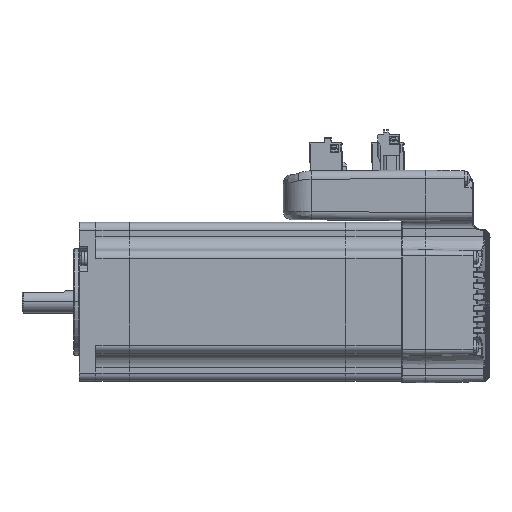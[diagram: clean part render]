
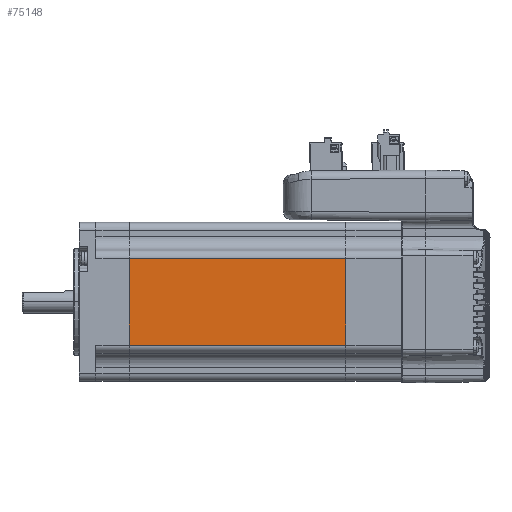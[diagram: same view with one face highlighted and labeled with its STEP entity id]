
A CAD part, left-side view. The second image highlights one B-rep face of the part: STEP entity #75148.
In plain terms, the highlighted planar face has unit normal (-1, 0, 0).
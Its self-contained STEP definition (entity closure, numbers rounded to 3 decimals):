
#953 = CARTESIAN_POINT ( 'NONE',  ( -28.5, 15.5, 60. ) ) ;
#4709 = VERTEX_POINT ( 'NONE', #100073 ) ;
#5767 = CARTESIAN_POINT ( 'NONE',  ( -28.5, -15.5, 60. ) ) ;
#16643 = VERTEX_POINT ( 'NONE', #50018 ) ;
#17916 = DIRECTION ( 'NONE',  ( 0., 0., 1. ) ) ;
#21998 = EDGE_CURVE ( 'NONE', #4709, #118236, #81744, .T. ) ;
#24116 = EDGE_CURVE ( 'NONE', #75151, #118236, #73953, .T. ) ;
#25446 = CARTESIAN_POINT ( 'NONE',  ( -28.5, 25.5, 77.62 ) ) ;
#30388 = LINE ( 'NONE', #94794, #149359 ) ;
#35351 = AXIS2_PLACEMENT_3D ( 'NONE', #5767, #86987, #17916 ) ;
#38194 = ORIENTED_EDGE ( 'NONE', *, *, #71526, .T. ) ;
#48495 = DIRECTION ( 'NONE',  ( 0., 1., 0. ) ) ;
#50018 = CARTESIAN_POINT ( 'NONE',  ( -28.5, -15.5, 0. ) ) ;
#50120 = CARTESIAN_POINT ( 'NONE',  ( -28.5, 15.5, 77.62 ) ) ;
#62179 = VECTOR ( 'NONE', #115651, 1000. ) ;
#69045 = EDGE_CURVE ( 'NONE', #75151, #16643, #30388, .T. ) ;
#69762 = ORIENTED_EDGE ( 'NONE', *, *, #21998, .T. ) ;
#71526 = EDGE_CURVE ( 'NONE', #16643, #4709, #92829, .T. ) ;
#73953 = LINE ( 'NONE', #953, #104601 ) ;
#75148 = ADVANCED_FACE ( 'NONE', ( #117151 ), #121194, .T. ) ;
#75151 = VERTEX_POINT ( 'NONE', #144361 ) ;
#81653 = DIRECTION ( 'NONE',  ( 0., 0., 1. ) ) ;
#81744 = LINE ( 'NONE', #25446, #139376 ) ;
#83742 = DIRECTION ( 'NONE',  ( 0., -1., 0. ) ) ;
#86987 = DIRECTION ( 'NONE',  ( -1., 0., 0. ) ) ;
#92829 = LINE ( 'NONE', #104095, #62179 ) ;
#94794 = CARTESIAN_POINT ( 'NONE',  ( -28.5, -15.5, 0. ) ) ;
#100073 = CARTESIAN_POINT ( 'NONE',  ( -28.5, -15.5, 77.62 ) ) ;
#104095 = CARTESIAN_POINT ( 'NONE',  ( -28.5, -15.5, 60. ) ) ;
#104601 = VECTOR ( 'NONE', #81653, 1000. ) ;
#106680 = EDGE_LOOP ( 'NONE', ( #69762, #148786, #137877, #38194 ) ) ;
#115651 = DIRECTION ( 'NONE',  ( 0., 0., 1. ) ) ;
#117151 = FACE_OUTER_BOUND ( 'NONE', #106680, .T. ) ;
#118236 = VERTEX_POINT ( 'NONE', #50120 ) ;
#121194 = PLANE ( 'NONE',  #35351 ) ;
#137877 = ORIENTED_EDGE ( 'NONE', *, *, #69045, .T. ) ;
#139376 = VECTOR ( 'NONE', #48495, 1000. ) ;
#144361 = CARTESIAN_POINT ( 'NONE',  ( -28.5, 15.5, 0. ) ) ;
#148786 = ORIENTED_EDGE ( 'NONE', *, *, #24116, .F. ) ;
#149359 = VECTOR ( 'NONE', #83742, 1000. ) ;
